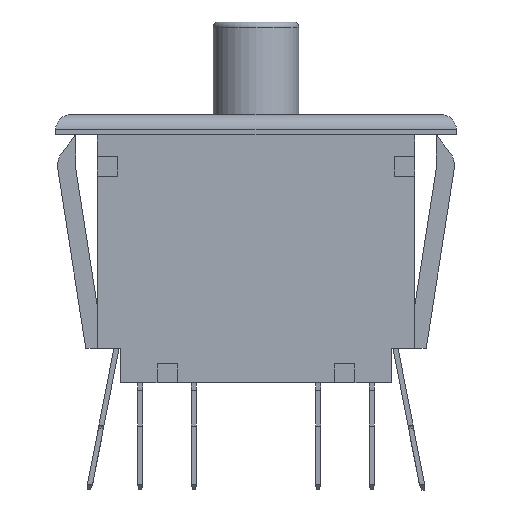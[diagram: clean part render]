
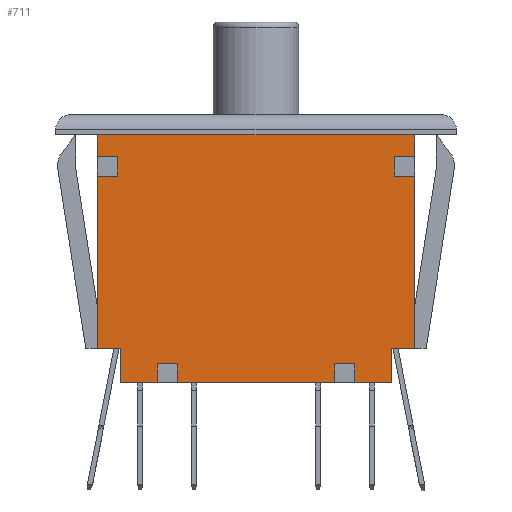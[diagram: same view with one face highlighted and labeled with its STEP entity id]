
A CAD part, front view. The second image highlights one B-rep face of the part: STEP entity #711.
In plain terms, the highlighted planar face has unit normal (0, -1, 0).
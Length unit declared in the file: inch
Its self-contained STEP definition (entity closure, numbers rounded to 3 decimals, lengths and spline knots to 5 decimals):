
#335=CARTESIAN_POINT('',(0.38701,-0.25591,-0.48425));
#336=VERTEX_POINT('',#335);
#343=CARTESIAN_POINT('',(0.38701,-0.25591,-0.41102));
#344=VERTEX_POINT('',#343);
#345=CARTESIAN_POINT('',(0.38701,-0.25591,-0.41102));
#346=DIRECTION('',(0.0,0.0,-1.0));
#347=VECTOR('',#346,0.07323);
#348=LINE('',#345,#347);
#349=EDGE_CURVE('',#344,#336,#348,.T.);
#374=CARTESIAN_POINT('',(0.30827,-0.25591,-0.41102));
#375=VERTEX_POINT('',#374);
#376=CARTESIAN_POINT('',(0.30827,-0.25591,-0.41102));
#377=DIRECTION('',(1.0,0.0,0.0));
#378=VECTOR('',#377,0.07874);
#379=LINE('',#376,#378);
#380=EDGE_CURVE('',#375,#344,#379,.T.);
#405=CARTESIAN_POINT('',(0.30827,-0.25591,-0.48425));
#406=VERTEX_POINT('',#405);
#407=CARTESIAN_POINT('',(0.30827,-0.25591,-0.48425));
#408=DIRECTION('',(0.0,0.0,1.0));
#409=VECTOR('',#408,0.07323);
#410=LINE('',#407,#409);
#411=EDGE_CURVE('',#406,#375,#410,.T.);
#454=CARTESIAN_POINT('',(-0.30827,-0.25591,-0.48425));
#455=VERTEX_POINT('',#454);
#462=CARTESIAN_POINT('',(-0.30827,-0.25591,-0.41102));
#463=VERTEX_POINT('',#462);
#464=CARTESIAN_POINT('',(-0.30827,-0.25591,-0.41102));
#465=DIRECTION('',(0.0,0.0,-1.0));
#466=VECTOR('',#465,0.07323);
#467=LINE('',#464,#466);
#468=EDGE_CURVE('',#463,#455,#467,.T.);
#493=CARTESIAN_POINT('',(-0.38701,-0.25591,-0.41102));
#494=VERTEX_POINT('',#493);
#495=CARTESIAN_POINT('',(-0.38701,-0.25591,-0.41102));
#496=DIRECTION('',(1.0,0.0,0.0));
#497=VECTOR('',#496,0.07874);
#498=LINE('',#495,#497);
#499=EDGE_CURVE('',#494,#463,#498,.T.);
#524=CARTESIAN_POINT('',(-0.38701,-0.25591,-0.48425));
#525=VERTEX_POINT('',#524);
#526=CARTESIAN_POINT('',(-0.38701,-0.25591,-0.48425));
#527=DIRECTION('',(0.0,0.0,1.0));
#528=VECTOR('',#527,0.07323);
#529=LINE('',#526,#528);
#530=EDGE_CURVE('',#525,#494,#529,.T.);
#558=CARTESIAN_POINT('',(-0.68209,-0.25591,-0.53268));
#559=DIRECTION('',(0.0,1.0,0.0));
#560=DIRECTION('',(0.0,0.0,1.0));
#561=AXIS2_PLACEMENT_3D('',#558,#559,#560);
#562=PLANE('',#561);
#563=ORIENTED_EDGE('',*,*,#411,.T.);
#564=ORIENTED_EDGE('',*,*,#380,.T.);
#565=ORIENTED_EDGE('',*,*,#349,.T.);
#566=CARTESIAN_POINT('',(0.5315,-0.25591,-0.48425));
#567=VERTEX_POINT('',#566);
#568=CARTESIAN_POINT('',(0.5315,-0.25591,-0.48425));
#569=DIRECTION('',(-1.0,0.0,0.0));
#570=VECTOR('',#569,0.14449);
#571=LINE('',#568,#570);
#572=EDGE_CURVE('',#567,#336,#571,.T.);
#573=ORIENTED_EDGE('',*,*,#572,.F.);
#574=CARTESIAN_POINT('',(0.5315,-0.25591,-0.35039));
#575=VERTEX_POINT('',#574);
#576=CARTESIAN_POINT('',(0.5315,-0.25591,-0.35039));
#577=DIRECTION('',(0.0,0.0,-1.0));
#578=VECTOR('',#577,0.13386);
#579=LINE('',#576,#578);
#580=EDGE_CURVE('',#575,#567,#579,.T.);
#581=ORIENTED_EDGE('',*,*,#580,.F.);
#582=CARTESIAN_POINT('',(0.62008,-0.25591,-0.35039));
#583=VERTEX_POINT('',#582);
#584=CARTESIAN_POINT('',(0.62008,-0.25591,-0.35039));
#585=DIRECTION('',(-1.0,0.0,0.0));
#586=VECTOR('',#585,0.08858);
#587=LINE('',#584,#586);
#588=EDGE_CURVE('',#583,#575,#587,.T.);
#589=ORIENTED_EDGE('',*,*,#588,.F.);
#590=CARTESIAN_POINT('',(0.62008,-0.25591,0.32244));
#591=VERTEX_POINT('',#590);
#592=CARTESIAN_POINT('',(0.62008,-0.25591,0.32244));
#593=DIRECTION('',(0.0,0.0,-1.0));
#594=VECTOR('',#593,0.67283);
#595=LINE('',#592,#594);
#596=EDGE_CURVE('',#591,#583,#595,.T.);
#597=ORIENTED_EDGE('',*,*,#596,.F.);
#598=CARTESIAN_POINT('',(0.54134,-0.25591,0.32244));
#599=VERTEX_POINT('',#598);
#600=CARTESIAN_POINT('',(0.54134,-0.25591,0.32244));
#601=DIRECTION('',(1.0,0.0,0.0));
#602=VECTOR('',#601,0.07874);
#603=LINE('',#600,#602);
#604=EDGE_CURVE('',#599,#591,#603,.T.);
#605=ORIENTED_EDGE('',*,*,#604,.F.);
#606=CARTESIAN_POINT('',(0.54134,-0.25591,0.39921));
#607=VERTEX_POINT('',#606);
#608=CARTESIAN_POINT('',(0.54134,-0.25591,0.39921));
#609=DIRECTION('',(0.0,0.0,-1.0));
#610=VECTOR('',#609,0.07677);
#611=LINE('',#608,#610);
#612=EDGE_CURVE('',#607,#599,#611,.T.);
#613=ORIENTED_EDGE('',*,*,#612,.F.);
#614=CARTESIAN_POINT('',(0.62008,-0.25591,0.39921));
#615=VERTEX_POINT('',#614);
#616=CARTESIAN_POINT('',(0.62008,-0.25591,0.39921));
#617=DIRECTION('',(-1.0,0.0,0.0));
#618=VECTOR('',#617,0.07874);
#619=LINE('',#616,#618);
#620=EDGE_CURVE('',#615,#607,#619,.T.);
#621=ORIENTED_EDGE('',*,*,#620,.F.);
#622=CARTESIAN_POINT('',(0.62008,-0.25591,0.48425));
#623=VERTEX_POINT('',#622);
#624=CARTESIAN_POINT('',(0.62008,-0.25591,0.48425));
#625=DIRECTION('',(0.0,0.0,-1.0));
#626=VECTOR('',#625,0.08504);
#627=LINE('',#624,#626);
#628=EDGE_CURVE('',#623,#615,#627,.T.);
#629=ORIENTED_EDGE('',*,*,#628,.F.);
#630=CARTESIAN_POINT('',(-0.62008,-0.25591,0.48425));
#631=VERTEX_POINT('',#630);
#632=CARTESIAN_POINT('',(-0.62008,-0.25591,0.48425));
#633=DIRECTION('',(1.0,0.0,0.0));
#634=VECTOR('',#633,1.24016);
#635=LINE('',#632,#634);
#636=EDGE_CURVE('',#631,#623,#635,.T.);
#637=ORIENTED_EDGE('',*,*,#636,.F.);
#638=CARTESIAN_POINT('',(-0.62008,-0.25591,0.39921));
#639=VERTEX_POINT('',#638);
#640=CARTESIAN_POINT('',(-0.62008,-0.25591,0.39921));
#641=DIRECTION('',(0.0,0.0,1.0));
#642=VECTOR('',#641,0.08504);
#643=LINE('',#640,#642);
#644=EDGE_CURVE('',#639,#631,#643,.T.);
#645=ORIENTED_EDGE('',*,*,#644,.F.);
#646=CARTESIAN_POINT('',(-0.54134,-0.25591,0.39921));
#647=VERTEX_POINT('',#646);
#648=CARTESIAN_POINT('',(-0.54134,-0.25591,0.39921));
#649=DIRECTION('',(-1.0,0.0,0.0));
#650=VECTOR('',#649,0.07874);
#651=LINE('',#648,#650);
#652=EDGE_CURVE('',#647,#639,#651,.T.);
#653=ORIENTED_EDGE('',*,*,#652,.F.);
#654=CARTESIAN_POINT('',(-0.54134,-0.25591,0.32244));
#655=VERTEX_POINT('',#654);
#656=CARTESIAN_POINT('',(-0.54134,-0.25591,0.32244));
#657=DIRECTION('',(0.0,0.0,1.0));
#658=VECTOR('',#657,0.07677);
#659=LINE('',#656,#658);
#660=EDGE_CURVE('',#655,#647,#659,.T.);
#661=ORIENTED_EDGE('',*,*,#660,.F.);
#662=CARTESIAN_POINT('',(-0.62008,-0.25591,0.32244));
#663=VERTEX_POINT('',#662);
#664=CARTESIAN_POINT('',(-0.62008,-0.25591,0.32244));
#665=DIRECTION('',(1.0,0.0,0.0));
#666=VECTOR('',#665,0.07874);
#667=LINE('',#664,#666);
#668=EDGE_CURVE('',#663,#655,#667,.T.);
#669=ORIENTED_EDGE('',*,*,#668,.F.);
#670=CARTESIAN_POINT('',(-0.62008,-0.25591,-0.35039));
#671=VERTEX_POINT('',#670);
#672=CARTESIAN_POINT('',(-0.62008,-0.25591,-0.35039));
#673=DIRECTION('',(0.0,0.0,1.0));
#674=VECTOR('',#673,0.67283);
#675=LINE('',#672,#674);
#676=EDGE_CURVE('',#671,#663,#675,.T.);
#677=ORIENTED_EDGE('',*,*,#676,.F.);
#678=CARTESIAN_POINT('',(-0.5315,-0.25591,-0.35039));
#679=VERTEX_POINT('',#678);
#680=CARTESIAN_POINT('',(-0.5315,-0.25591,-0.35039));
#681=DIRECTION('',(-1.0,0.0,0.0));
#682=VECTOR('',#681,0.08858);
#683=LINE('',#680,#682);
#684=EDGE_CURVE('',#679,#671,#683,.T.);
#685=ORIENTED_EDGE('',*,*,#684,.F.);
#686=CARTESIAN_POINT('',(-0.5315,-0.25591,-0.48425));
#687=VERTEX_POINT('',#686);
#688=CARTESIAN_POINT('',(-0.5315,-0.25591,-0.48425));
#689=DIRECTION('',(0.0,0.0,1.0));
#690=VECTOR('',#689,0.13386);
#691=LINE('',#688,#690);
#692=EDGE_CURVE('',#687,#679,#691,.T.);
#693=ORIENTED_EDGE('',*,*,#692,.F.);
#694=CARTESIAN_POINT('',(-0.38701,-0.25591,-0.48425));
#695=DIRECTION('',(-1.0,0.0,0.0));
#696=VECTOR('',#695,0.14449);
#697=LINE('',#694,#696);
#698=EDGE_CURVE('',#525,#687,#697,.T.);
#699=ORIENTED_EDGE('',*,*,#698,.F.);
#700=ORIENTED_EDGE('',*,*,#530,.T.);
#701=ORIENTED_EDGE('',*,*,#499,.T.);
#702=ORIENTED_EDGE('',*,*,#468,.T.);
#703=CARTESIAN_POINT('',(0.30827,-0.25591,-0.48425));
#704=DIRECTION('',(-1.0,0.0,0.0));
#705=VECTOR('',#704,0.61654);
#706=LINE('',#703,#705);
#707=EDGE_CURVE('',#406,#455,#706,.T.);
#708=ORIENTED_EDGE('',*,*,#707,.F.);
#709=EDGE_LOOP('',(#563,#564,#565,#573,#581,#589,#597,#605,#613,#621,#629,#637,#645,#653,#661,#669,#677,#685,#693,#699,#700,#701,#702,#708));
#710=FACE_OUTER_BOUND('',#709,.T.);
#711=ADVANCED_FACE('',(#710),#562,.F.);
